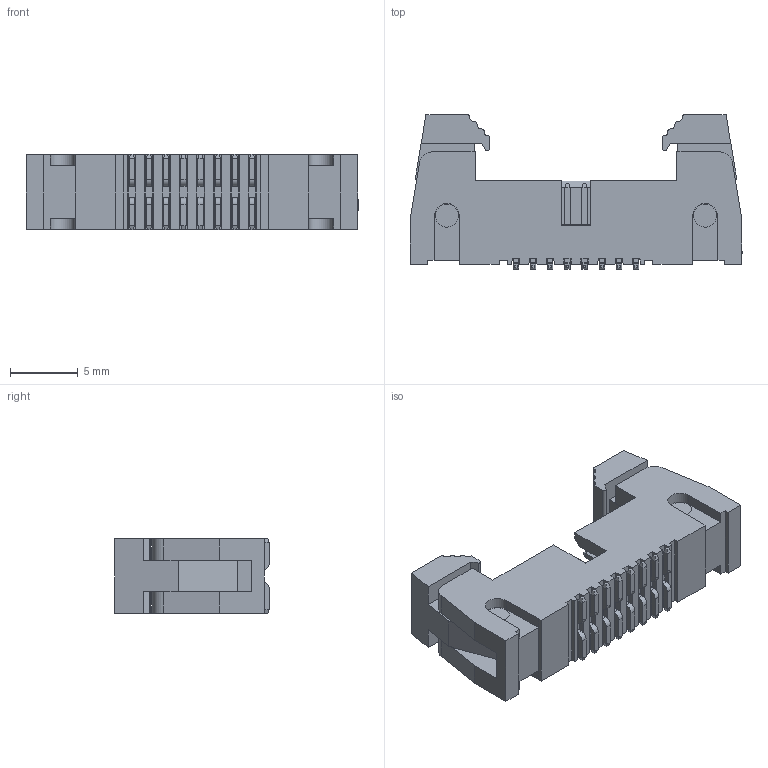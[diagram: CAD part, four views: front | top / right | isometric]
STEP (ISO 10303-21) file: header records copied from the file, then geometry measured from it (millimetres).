
FILE_DESCRIPTION (( 'STEP AP203' ), '1' );
FILE_NAME ('2196SM-16X.STEP', '2020-03-17T12:01:07', ( '' ), ( '' ), 'SwSTEP 2.0', 'SolidWorks 2018', '' );
FILE_SCHEMA (( 'CONFIG_CONTROL_DESIGN' ));
Length unit declared in the file: millimetre
Products named in the file (4): 801-2196-16; 802-2196SM; 2196SM-16X; 804A-2196-01
Assembly tree (19 placements, depth 2):
  2196SM-16X
    801-2196-16
    804A-2196-01  x2
    802-2196SM  x16
Bounding box: 24.51 x 11.4 x 5.6 mm (x, y, z)
Volume: 789.2 mm3; surface area: 1672.4 mm2
Topology: 19 solids, 19 shells, 527 faces, 1321 edges, 836 vertices
Faces by surface type: plane 461, cylinder 66
Full cylindrical faces by diameter (mm): 1.71 x8
Entity records: 8277 total; most frequent: CARTESIAN_POINT 1322, ORIENTED_EDGE 1286, DIRECTION 1195, EDGE_CURVE 643, LINE 593, VECTOR 593, VERTEX_POINT 428, AXIS2_PLACEMENT_3D 301
